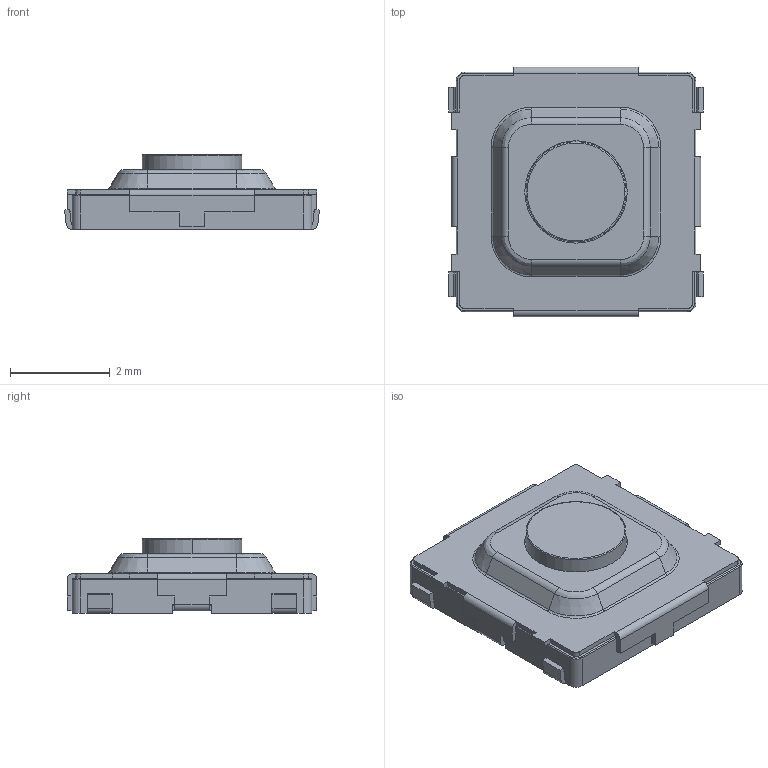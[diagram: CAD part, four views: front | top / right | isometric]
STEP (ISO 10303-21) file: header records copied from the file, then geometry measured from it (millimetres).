
FILE_DESCRIPTION (( 'STEP AP214' ), '1' );
FILE_NAME ('Download_STP_431183015816_rev1 3d.STEP', '2024-05-31T05:08:51', ( '' ), ( '' ), 'SwSTEP 2.0', 'SolidWorks 2020', '' );
FILE_SCHEMA (( 'AUTOMOTIVE_DESIGN' ));
Length unit declared in the file: centimetre
Products named in the file (7): frame; pins_3; pins; cover; pins_4; pins_2; Download_STP_431183015816_rev1 3d
Assembly tree (6 placements, depth 2):
  Download_STP_431183015816_rev1 3d
    frame
    cover
    pins
    pins_2
    pins_3
    pins_4
Bounding box: 5.1 x 5 x 1.5 mm (x, y, z)
Volume: 20.9 mm3; surface area: 127.3 mm2
Topology: 6 solids, 6 shells, 231 faces, 594 edges, 378 vertices
Faces by surface type: plane 143, cylinder 58, bspline 22, cone 8
Entity records: 9661 total; most frequent: CARTESIAN_POINT 1699, ORIENTED_EDGE 1188, DIRECTION 1142, EDGE_CURVE 594, VECTOR 438, LINE 438, VERTEX_POINT 378, AXIS2_PLACEMENT_3D 352
